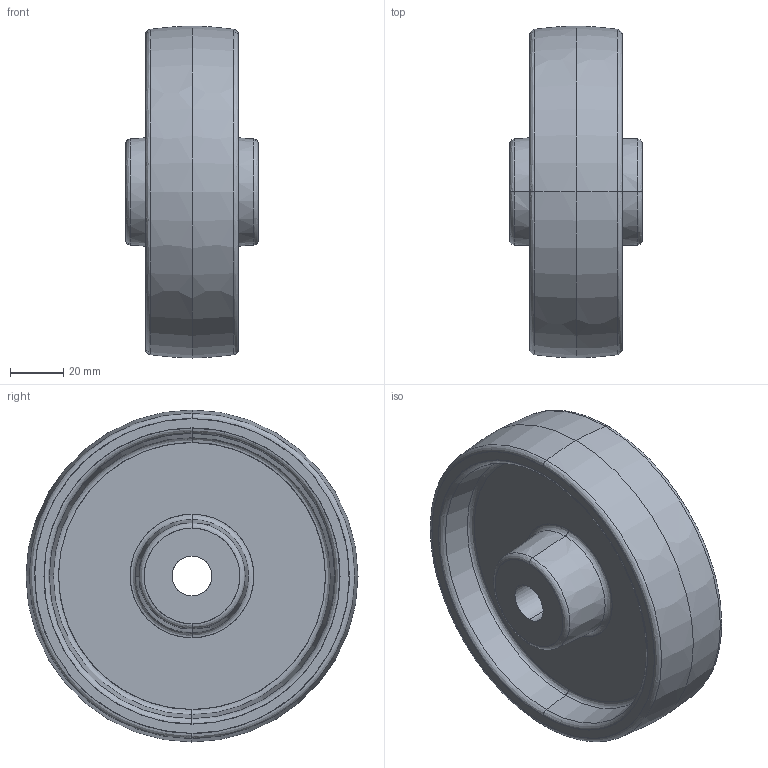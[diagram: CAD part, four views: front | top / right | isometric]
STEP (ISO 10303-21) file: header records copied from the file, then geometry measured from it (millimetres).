
FILE_DESCRIPTION (( 'STEP AP214' ), '1' );
FILE_NAME ('0025287_PALZ-125-35-48-R15.STEP', '2018-01-12T09:35:27', ( '' ), ( '' ), 'SwSTEP 2.0', 'SolidWorks 2016', '' );
FILE_SCHEMA (( 'AUTOMOTIVE_DESIGN' ));
Length unit declared in the file: millimetre
Products named in the file (1): 0025287_PALZ-125-35-48-R15
Bounding box: 50 x 125 x 125 mm (x, y, z)
Surface area: 50179.9 mm2 (no closed solid volume)
Topology: 0 solids, 40 shells, 41 faces, 163 edges, 162 vertices
Faces by surface type: bspline 24, cone 9, plane 6, cylinder 2
Entity records: 4783 total; most frequent: CARTESIAN_POINT 3463, DIRECTION 293, ORIENTED_EDGE 164, EDGE_CURVE 163, VERTEX_POINT 162, AXIS2_PLACEMENT_3D 136, CIRCLE 118, EDGE_LOOP 47
